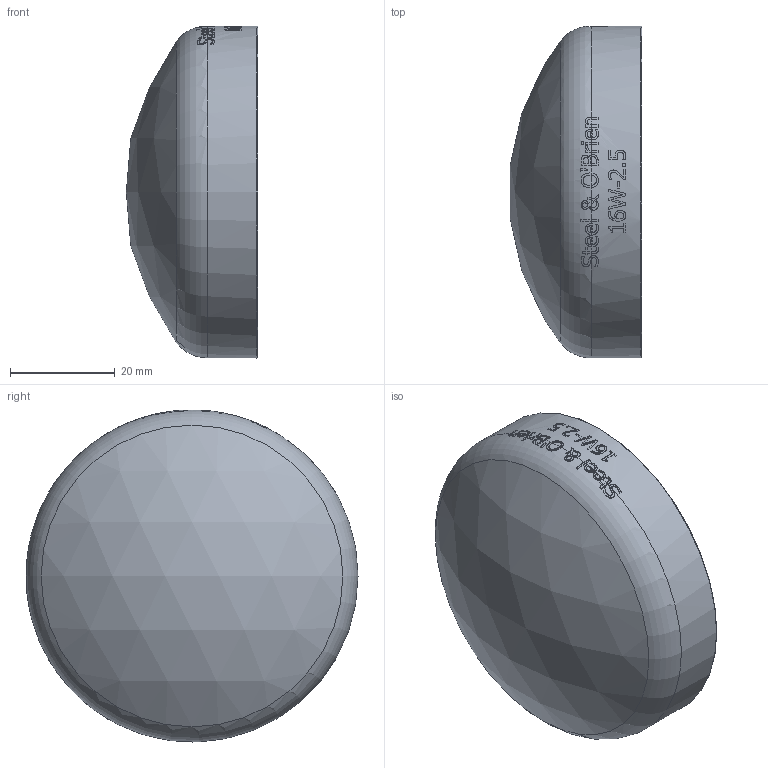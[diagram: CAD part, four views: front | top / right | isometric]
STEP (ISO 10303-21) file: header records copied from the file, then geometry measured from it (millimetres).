
FILE_DESCRIPTION(/* description */ (''),/* implementation_level */ '2;1');
FILE_NAME(/* name */ '16W-2.5.stp',/* time_stamp */ '2021-11-16T13:14:10-05:00',/* author */ ('rick'),/* organization */ (''),/* preprocessor_version */ 'ST-DEVELOPER v18.1',/* originating_system */ 'Autodesk Inventor 2020',/* authorisation */ '');
FILE_SCHEMA (('AUTOMOTIVE_DESIGN { 1 0 10303 214 3 1 1 }'));
Length unit declared in the file: inch
Products named in the file (1): 16W-2.5
Bounding box: 25.12 x 63.5 x 63.5 mm (x, y, z)
Volume: 9630.1 mm3; surface area: 12012.2 mm2
Topology: 1 solids, 1 shells, 347 faces, 994 edges, 665 vertices
Faces by surface type: bspline 163, plane 127, torus 28, cylinder 27, sphere 2
Full cylindrical faces by diameter (mm): 60.198 x1, 63.5 x1
Entity records: 14813 total; most frequent: CARTESIAN_POINT 6765, ORIENTED_EDGE 1988, DIRECTION 1141, EDGE_CURVE 994, VERTEX_POINT 665, B_SPLINE_CURVE_WITH_KNOTS 424, AXIS2_PLACEMENT_3D 386, LINE 369
